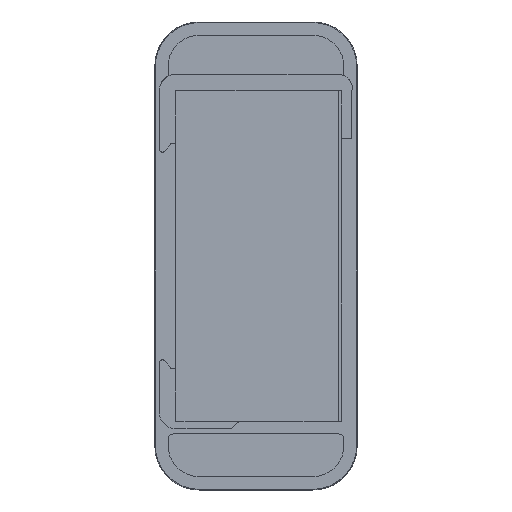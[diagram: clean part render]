
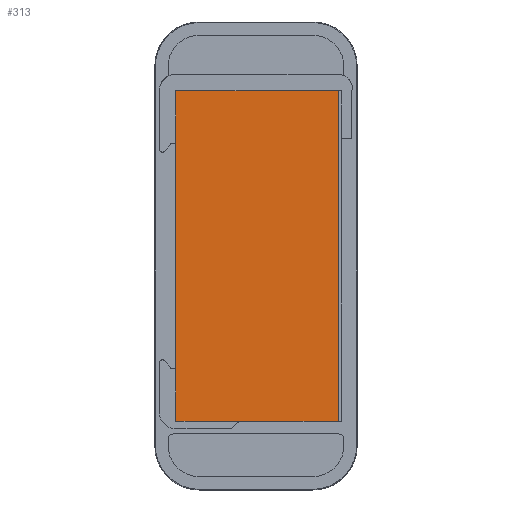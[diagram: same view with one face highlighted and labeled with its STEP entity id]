
A CAD part, top view. The second image highlights one B-rep face of the part: STEP entity #313.
In plain terms, the highlighted planar face has unit normal (0, 0, 1).
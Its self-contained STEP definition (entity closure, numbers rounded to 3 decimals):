
#73=CARTESIAN_POINT('',(53.555,13.,-2.257));
#74=VERTEX_POINT('',#73);
#81=CARTESIAN_POINT('',(53.555,-13.,-2.257));
#82=VERTEX_POINT('',#81);
#83=CARTESIAN_POINT('',(53.555,-13.,-2.257));
#84=DIRECTION('',(0.,1.,0.));
#85=VECTOR('',#84,26.);
#86=LINE('',#83,#85);
#87=EDGE_CURVE('',#82,#74,#86,.T.);
#103=CARTESIAN_POINT('',(40.755,13.,-2.257));
#104=VERTEX_POINT('',#103);
#207=CARTESIAN_POINT('',(40.755,-13.,-2.257));
#208=VERTEX_POINT('',#207);
#215=CARTESIAN_POINT('',(40.755,-13.,-2.257));
#216=DIRECTION('',(0.,1.,0.));
#217=VECTOR('',#216,26.);
#218=LINE('',#215,#217);
#219=EDGE_CURVE('',#208,#104,#218,.T.);
#230=CARTESIAN_POINT('',(53.555,-13.,-2.257));
#231=DIRECTION('',(-1.,0.,-0.));
#232=VECTOR('',#231,12.8);
#233=LINE('',#230,#232);
#234=EDGE_CURVE('',#82,#208,#233,.T.);
#277=CARTESIAN_POINT('',(53.555,13.,-2.257));
#278=DIRECTION('',(-1.,0.,-0.));
#279=VECTOR('',#278,12.8);
#280=LINE('',#277,#279);
#281=EDGE_CURVE('',#74,#104,#280,.T.);
#302=CARTESIAN_POINT('',(50.555,-12.5,-2.257));
#303=DIRECTION('',(-0.,0.,1.));
#304=DIRECTION('',(-1.,0.,-0.));
#305=AXIS2_PLACEMENT_3D('',#302,#303,#304);
#306=PLANE('',#305);
#307=ORIENTED_EDGE('',*,*,#87,.T.);
#308=ORIENTED_EDGE('',*,*,#281,.T.);
#309=ORIENTED_EDGE('',*,*,#219,.F.);
#310=ORIENTED_EDGE('',*,*,#234,.F.);
#311=EDGE_LOOP('',(#307,#308,#309,#310));
#312=FACE_BOUND('',#311,.T.);
#313=ADVANCED_FACE('',(#312),#306,.T.);
